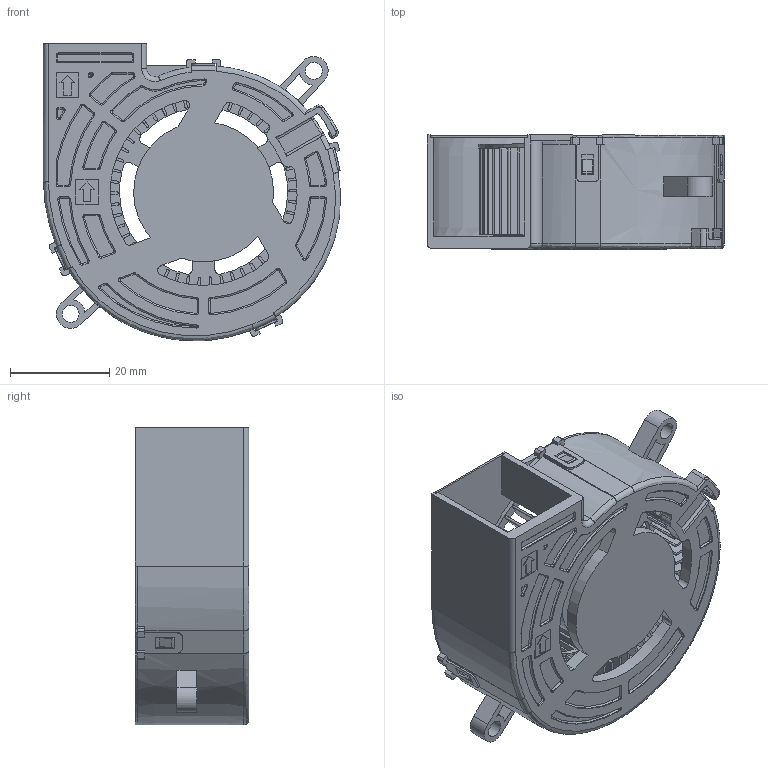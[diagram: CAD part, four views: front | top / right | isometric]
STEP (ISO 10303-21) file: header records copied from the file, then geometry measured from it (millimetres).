
FILE_DESCRIPTION((''),'2;1');
FILE_NAME('BUB0612HJ-00_ASM','2022-02-25T17:50:58',('CHENGXUAN.YU'),(''),'CREO PARAMETRIC BY PTC INC, 2018400','CREO PARAMETRIC BY PTC INC, 2018400','');
FILE_SCHEMA(('CONFIG_CONTROL_DESIGN'));
Length unit declared in the file: millimetre
Products named in the file (7): 410407290000_63_1_1; 410317550000_23_1_1; 410117560001_45_1_1; BUB0612HJ-00_ASM_1_ASM_1_ASM_1_ASM; BUB0612HJ-00_ASM_1_ASM_1_ASM; BUB0612HJ-00_ASM_1_ASM; BUB0612HJ-00_ASM
Assembly tree (6 placements, depth 5):
  BUB0612HJ-00_ASM
    BUB0612HJ-00_ASM_1_ASM
      BUB0612HJ-00_ASM_1_ASM_1_ASM
        BUB0612HJ-00_ASM_1_ASM_1_ASM_1_ASM
          410407290000_63_1_1
          410317550000_23_1_1
          410117560001_45_1_1
Bounding box: 59.92 x 22.9 x 60.05 mm (x, y, z)
Volume: 19204.4 mm3; surface area: 30265.5 mm2
Topology: 3 solids, 5 shells, 1075 faces, 3266 edges, 2122 vertices
Faces by surface type: cylinder 499, plane 431, bspline 73, torus 41, extrusion 22, sphere 5, cone 4
Entity records: 40471 total; most frequent: CARTESIAN_POINT 10312, ORIENTED_EDGE 6522, DIRECTION 6337, EDGE_CURVE 3261, AXIS2_PLACEMENT_3D 2186, VERTEX_POINT 2122, VECTOR 1965, LINE 1943
